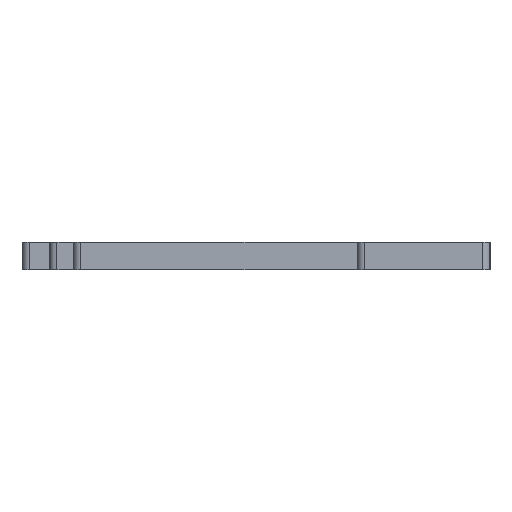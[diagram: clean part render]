
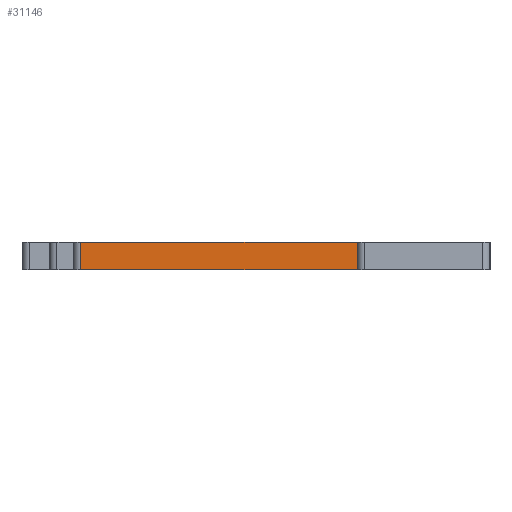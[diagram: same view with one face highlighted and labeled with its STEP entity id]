
A CAD part, left-side view. The second image highlights one B-rep face of the part: STEP entity #31146.
In plain terms, the highlighted planar face has unit normal (-1, 0, 0).
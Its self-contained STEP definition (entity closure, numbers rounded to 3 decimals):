
#259=ORIENTED_EDGE('',*,*,#9550,.F.);
#260=ORIENTED_EDGE('',*,*,#9551,.T.);
#261=ORIENTED_EDGE('',*,*,#9552,.T.);
#262=ORIENTED_EDGE('',*,*,#9553,.F.);
#9550=EDGE_CURVE('',#14176,#14177,#17325,.T.);
#9551=EDGE_CURVE('',#14176,#14178,#17326,.T.);
#9552=EDGE_CURVE('',#14178,#14179,#17327,.T.);
#9553=EDGE_CURVE('',#14177,#14179,#17328,.T.);
#14176=VERTEX_POINT('',#42423);
#14177=VERTEX_POINT('',#42424);
#14178=VERTEX_POINT('',#42426);
#14179=VERTEX_POINT('',#42428);
#17325=LINE('',#42422,#21960);
#17326=LINE('',#42425,#21961);
#17327=LINE('',#42427,#21962);
#17328=LINE('',#42429,#21963);
#21960=VECTOR('',#34535,1000.);
#21961=VECTOR('',#34536,1000.);
#21962=VECTOR('',#34537,1000.);
#21963=VECTOR('',#34538,1000.);
#26484=EDGE_LOOP('',(#259,#260,#261,#262));
#28043=FACE_BOUND('',#26484,.T.);
#29602=PLANE('',#32730);
#31146=ADVANCED_FACE('',(#28043),#29602,.F.);
#32730=AXIS2_PLACEMENT_3D('',#42421,#34533,#34534);
#34533=DIRECTION('',(1.,0.,0.));
#34534=DIRECTION('',(0.,0.,-1.));
#34535=DIRECTION('',(0.,-1.,0.));
#34536=DIRECTION('',(0.,0.,-1.));
#34537=DIRECTION('',(0.,-1.,0.));
#34538=DIRECTION('',(0.,0.,-1.));
#42421=CARTESIAN_POINT('',(-50.675,7.091,5.5));
#42422=CARTESIAN_POINT('',(-50.675,7.091,5.5));
#42423=CARTESIAN_POINT('',(-50.675,35.303,5.5));
#42424=CARTESIAN_POINT('',(-50.675,-22.602,5.5));
#42425=CARTESIAN_POINT('',(-50.675,35.303,5.5));
#42426=CARTESIAN_POINT('',(-50.675,35.303,0.));
#42427=CARTESIAN_POINT('',(-50.675,7.091,0.));
#42428=CARTESIAN_POINT('',(-50.675,-22.602,0.));
#42429=CARTESIAN_POINT('',(-50.675,-22.602,5.5));
